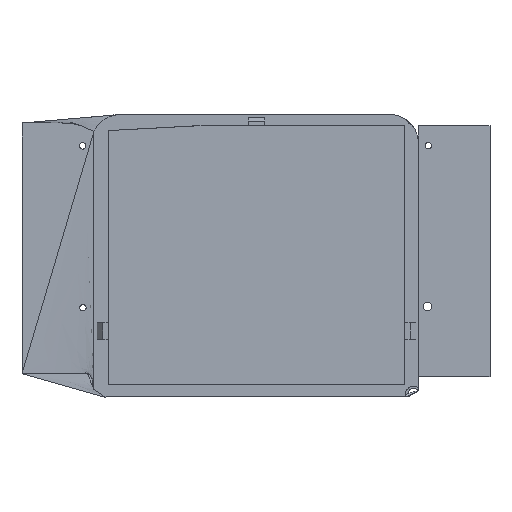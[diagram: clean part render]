
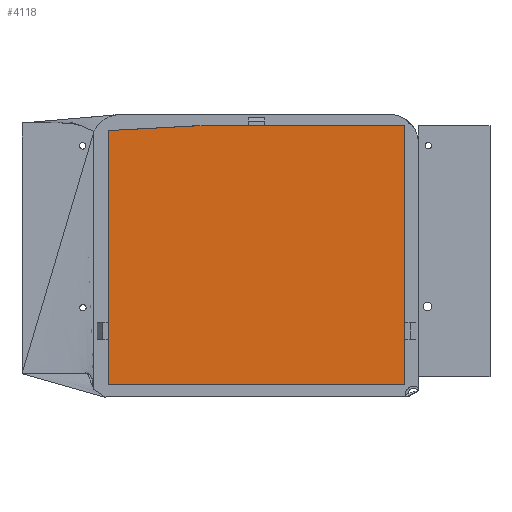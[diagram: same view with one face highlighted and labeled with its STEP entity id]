
A CAD part, top view. The second image highlights one B-rep face of the part: STEP entity #4118.
In plain terms, the highlighted planar face has unit normal (0, 0, 1).
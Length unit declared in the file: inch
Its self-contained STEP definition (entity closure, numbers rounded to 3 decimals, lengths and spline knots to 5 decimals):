
#111=PLANE('',#4331);
#386=FACE_OUTER_BOUND('',#610,.T.);
#610=EDGE_LOOP('',(#3452,#3453,#3454,#3455,#3456));
#1083=LINE('',#7113,#1614);
#1084=LINE('',#7116,#1615);
#1085=LINE('',#7118,#1616);
#1086=LINE('',#7120,#1617);
#1087=LINE('',#7121,#1618);
#1614=VECTOR('',#4957,0.03937);
#1615=VECTOR('',#4960,0.03937);
#1616=VECTOR('',#4961,0.03937);
#1617=VECTOR('',#4962,0.03937);
#1618=VECTOR('',#4963,0.03937);
#2135=VERTEX_POINT('',#7109);
#2136=VERTEX_POINT('',#7111);
#2137=VERTEX_POINT('',#7115);
#2138=VERTEX_POINT('',#7117);
#2139=VERTEX_POINT('',#7119);
#2627=EDGE_CURVE('',#2135,#2136,#1083,.T.);
#2628=EDGE_CURVE('',#2137,#2136,#1084,.T.);
#2629=EDGE_CURVE('',#2137,#2138,#1085,.T.);
#2630=EDGE_CURVE('',#2138,#2139,#1086,.T.);
#2631=EDGE_CURVE('',#2135,#2139,#1087,.T.);
#3452=ORIENTED_EDGE('',*,*,#2627,.T.);
#3453=ORIENTED_EDGE('',*,*,#2628,.F.);
#3454=ORIENTED_EDGE('',*,*,#2629,.T.);
#3455=ORIENTED_EDGE('',*,*,#2630,.T.);
#3456=ORIENTED_EDGE('',*,*,#2631,.F.);
#4118=ADVANCED_FACE('',(#386),#111,.T.);
#4331=AXIS2_PLACEMENT_3D('',#7114,#4958,#4959);
#4957=DIRECTION('',(-0.999,-0.053,0.));
#4958=DIRECTION('center_axis',(0.,0.,1.));
#4959=DIRECTION('ref_axis',(1.,0.,0.));
#4960=DIRECTION('',(0.,1.,0.));
#4961=DIRECTION('',(1.,0.,0.));
#4962=DIRECTION('',(0.,1.,0.));
#4963=DIRECTION('',(1.,0.,0.));
#7109=CARTESIAN_POINT('',(6.89985,4.15035,-0.15746));
#7111=CARTESIAN_POINT('',(5.52402,4.07695,-0.15746));
#7113=CARTESIAN_POINT('',(7.52333,4.18362,-0.15746));
#7114=CARTESIAN_POINT('Origin',(5.52402,0.52905,-0.15746));
#7115=CARTESIAN_POINT('',(5.52402,0.52905,-0.15746));
#7116=CARTESIAN_POINT('',(5.52402,0.52905,-0.15746));
#7117=CARTESIAN_POINT('',(9.65894,0.52905,-0.15746));
#7118=CARTESIAN_POINT('',(5.52402,0.52905,-0.15746));
#7119=CARTESIAN_POINT('',(9.65894,4.15035,-0.15746));
#7120=CARTESIAN_POINT('',(9.65894,0.52905,-0.15746));
#7121=CARTESIAN_POINT('',(5.52402,4.15035,-0.15746));
